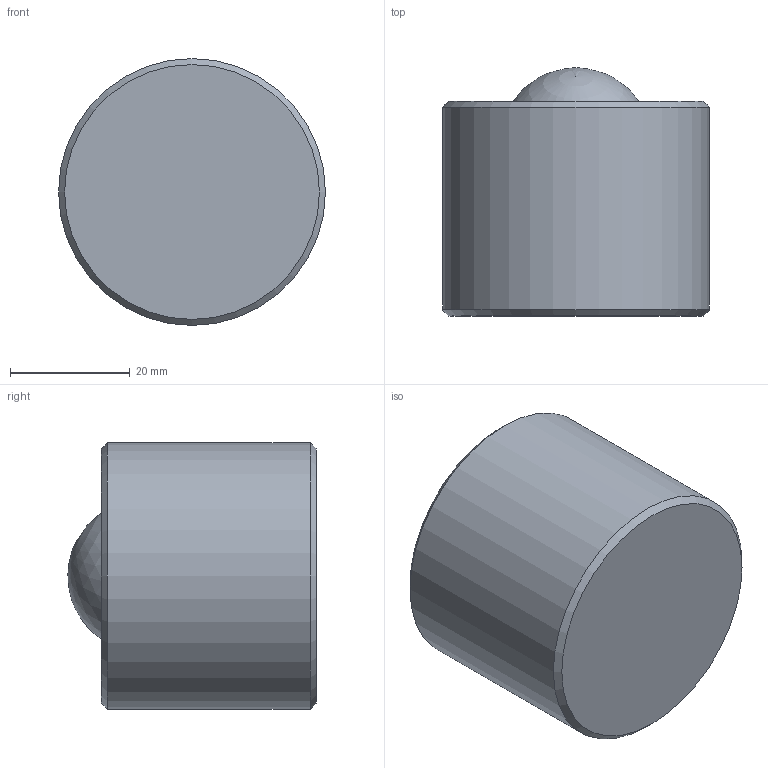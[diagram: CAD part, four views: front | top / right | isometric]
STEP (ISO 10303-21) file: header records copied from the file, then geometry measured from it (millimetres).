
FILE_DESCRIPTION (( 'STEP AP214' ), '1' );
FILE_NAME ('0022452-KR-OT-25.STEP', '2017-08-18T11:43:06', ( '' ), ( '' ), 'SwSTEP 2.0', 'SolidWorks 2016', '' );
FILE_SCHEMA (( 'AUTOMOTIVE_DESIGN' ));
Length unit declared in the file: millimetre
Products named in the file (1): 0022452-KR-OT-25
Bounding box: 44.5 x 41.4 x 44.5 mm (x, y, z)
Volume: 56594.1 mm3; surface area: 8204.6 mm2
Topology: 1 solids, 1 shells, 15 faces, 29 edges, 19 vertices
Faces by surface type: cylinder 5, plane 5, cone 4, sphere 1
Full cylindrical faces by diameter (mm): 21.78 x1, 22.191 x1, 35.2 x1, 35.4 x1, 44.5 x1
Entity records: 328 total; most frequent: DIRECTION 60, CARTESIAN_POINT 44, AXIS2_PLACEMENT_3D 30, EDGE_LOOP 28, ORIENTED_EDGE 28, FACE_OUTER_BOUND 20, ADVANCED_FACE 15, EDGE_CURVE 14
